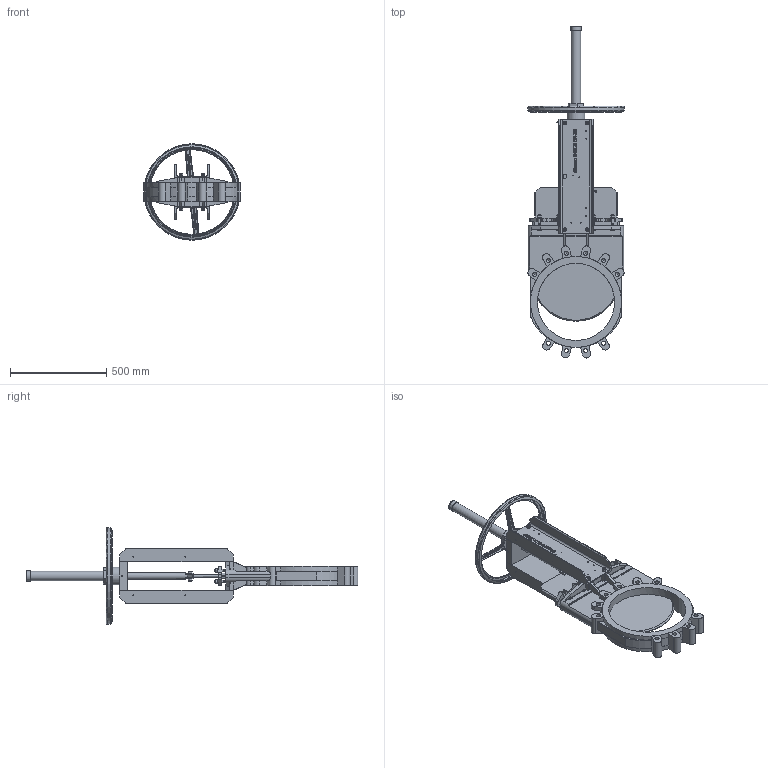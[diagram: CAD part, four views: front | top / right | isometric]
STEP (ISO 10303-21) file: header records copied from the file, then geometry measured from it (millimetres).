
FILE_DESCRIPTION(/* description */ ('170400'),/* implementation_level */ '2;1');
FILE_NAME(/* name */ '170400.stp',/* time_stamp */ '2019-09-13T13:22:17+02:00',/* author */ ('jmorand'),/* organization */ ('Sferaco'),/* preprocessor_version */ 'ST-DEVELOPER v18',/* originating_system */ 'Autodesk Inventor 2020',/* authorisation */ '');
FILE_SCHEMA (('AUTOMOTIVE_DESIGN { 1 0 10303 214 3 1 1 }'));
Length unit declared in the file: millimetre
Products named in the file (1): Pièce2
Bounding box: 500 x 1721.7 x 500 mm (x, y, z)
Volume: 20892358.8 mm3; surface area: 2561196.2 mm2
Topology: 1 solids, 13 shells, 1730 faces, 4787 edges, 3175 vertices
Faces by surface type: plane 859, cone 297, bspline 278, cylinder 274, torus 21, sphere 1
Full cylindrical faces by diameter (mm): 3.5 x4, 4.2 x12, 6 x5, 6.8 x1, 7 x1, 10.2 x8, 10.5 x1, 12 x36, 12.2 x8, 13 x14, 14 x8, 18 x16, 18.4 x8, 20 x1, 21 x16, 24 x8, 35 x1, 42.202 x1, 48 x2, 52 x1, 65 x1, 90 x1, 400 x1, 472 x2, 496 x1, 500 x1
Entity records: 61066 total; most frequent: CARTESIAN_POINT 18841, ORIENTED_EDGE 9468, DIRECTION 7736, EDGE_CURVE 4734, VERTEX_POINT 3175, AXIS2_PLACEMENT_3D 2690, LINE 2356, VECTOR 2356
